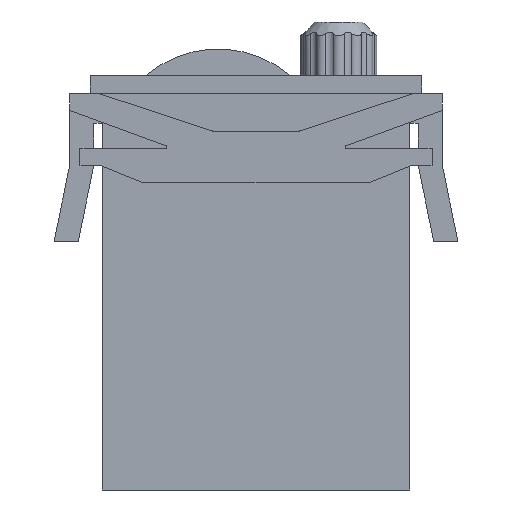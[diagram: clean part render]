
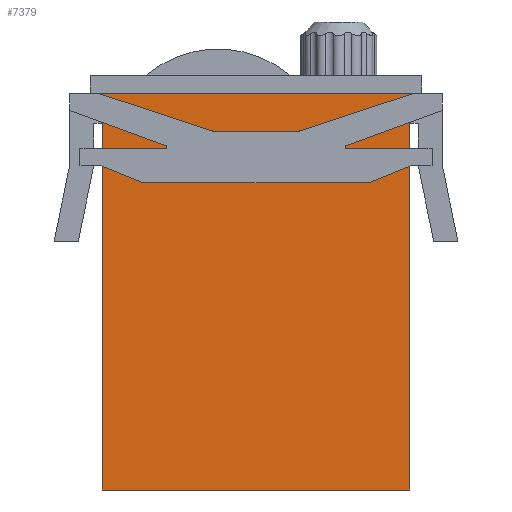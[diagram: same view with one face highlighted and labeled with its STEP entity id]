
A CAD part, left-side view. The second image highlights one B-rep face of the part: STEP entity #7379.
In plain terms, the highlighted planar face has unit normal (-1, 0, 0).
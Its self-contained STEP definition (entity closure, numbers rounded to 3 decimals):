
#508=ORIENTED_EDGE('',*,*,#1954,.F.);
#509=ORIENTED_EDGE('',*,*,#1844,.F.);
#510=ORIENTED_EDGE('',*,*,#1833,.T.);
#511=ORIENTED_EDGE('',*,*,#2007,.T.);
#1833=EDGE_CURVE('',#2627,#2629,#3154,.T.);
#1844=EDGE_CURVE('',#2627,#2639,#3165,.T.);
#1954=EDGE_CURVE('',#2639,#2745,#3251,.T.);
#2007=EDGE_CURVE('',#2629,#2745,#3277,.T.);
#2627=VERTEX_POINT('',#9699);
#2629=VERTEX_POINT('',#9703);
#2639=VERTEX_POINT('',#9724);
#2745=VERTEX_POINT('',#9948);
#3154=LINE('',#9704,#3848);
#3165=LINE('',#9726,#3859);
#3251=LINE('',#9947,#3945);
#3277=LINE('',#10176,#3971);
#3848=VECTOR('',#8157,1000.);
#3859=VECTOR('',#8170,1000.);
#3945=VECTOR('',#8316,1000.);
#3971=VECTOR('',#8408,1000.);
#4571=EDGE_LOOP('',(#508,#509,#510,#511));
#4961=FACE_BOUND('',#4571,.T.);
#5293=PLANE('',#7754);
#7379=ADVANCED_FACE('',(#4961),#5293,.T.);
#7754=AXIS2_PLACEMENT_3D('',#10175,#8406,#8407);
#8157=DIRECTION('',(0.,-1.,0.));
#8170=DIRECTION('',(0.,0.,1.));
#8316=DIRECTION('',(0.,-1.,0.));
#8406=DIRECTION('',(-1.,0.,0.));
#8407=DIRECTION('',(0.,0.,1.));
#8408=DIRECTION('',(0.,0.,1.));
#9699=CARTESIAN_POINT('',(-10.9,22.3,-57.5));
#9703=CARTESIAN_POINT('',(-10.9,-22.3,-57.5));
#9704=CARTESIAN_POINT('',(-10.9,22.3,-57.5));
#9724=CARTESIAN_POINT('',(-10.9,22.3,0.));
#9726=CARTESIAN_POINT('',(-10.9,22.3,-57.5));
#9947=CARTESIAN_POINT('',(-10.9,22.3,0.));
#9948=CARTESIAN_POINT('',(-10.9,-22.3,0.));
#10175=CARTESIAN_POINT('',(-10.9,22.3,-57.5));
#10176=CARTESIAN_POINT('',(-10.9,-22.3,-57.5));
